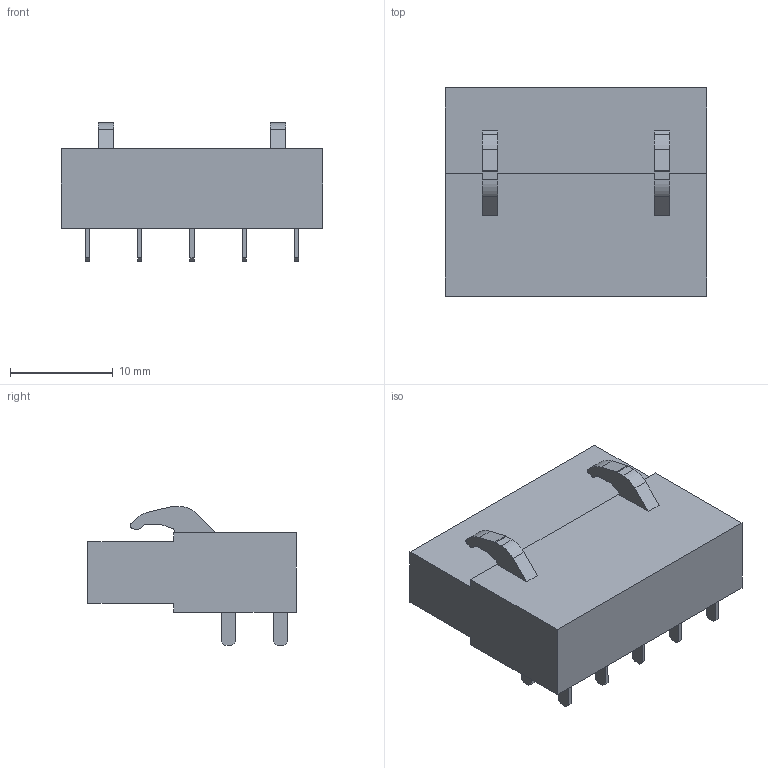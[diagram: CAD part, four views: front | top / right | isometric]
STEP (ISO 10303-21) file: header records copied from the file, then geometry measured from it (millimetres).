
FILE_DESCRIPTION(('CATIA V5 STEP Exchange','CAx-IF Rec.Pracs.--- Model Styling and Organization---1.4--- 2014-01-23'),'2;1');
FILE_NAME ('D1489784_0', '2021-06-16T07:59:24+00:00', ('none'), ('Weidmueller'), 'CATIA Version 5-6 Release 2016 SP3 HF44', 'CATIA V5 STEP AP214', 'none');
FILE_SCHEMA(('AUTOMOTIVE_DESIGN { 1 0 10303 214 1 1 1 1 }'));
Length unit declared in the file: millimetre
Products named in the file (1): 2566620000
Bounding box: 25.4 x 20.25 x 13.48 mm (x, y, z)
Volume: 3600.8 mm3; surface area: 2002.2 mm2
Topology: 11 solids, 11 shells, 191 faces, 456 edges, 304 vertices
Faces by surface type: plane 167, cylinder 14, cone 10
Entity records: 5606 total; most frequent: CARTESIAN_POINT 1121, ORIENTED_EDGE 912, DIRECTION 740, EDGE_CURVE 456, VECTOR 408, LINE 408, VERTEX_POINT 304, EDGE_LOOP 208
